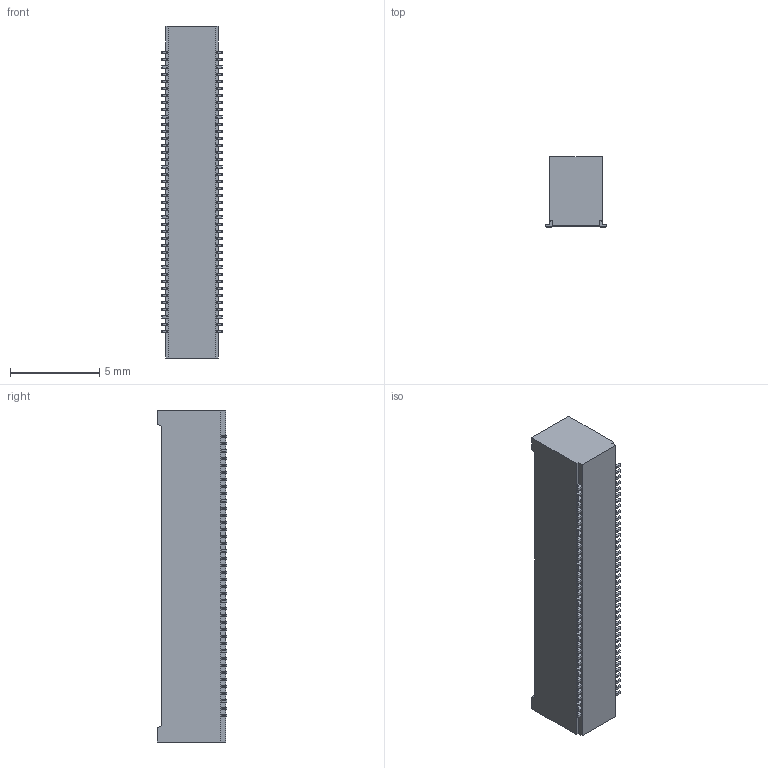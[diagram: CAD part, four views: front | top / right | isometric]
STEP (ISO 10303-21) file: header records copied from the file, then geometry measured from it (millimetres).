
FILE_DESCRIPTION(('CoCreate Modeling STEP Export'),'2;1');
FILE_NAME('DF40HC(4.0)-80DS.stp','2010-08-02T15:31:06',(''),(''),'CoCreate Modeling STEP processor for AP214 (Solid Model)','CoCreate Modeling 17.0 01-Apr-2010 (C) Parametric Technology GmbH','');
FILE_SCHEMA(('AUTOMOTIVE_DESIGN { 1 0 10303 214 1 1 1 1 }'));
Length unit declared in the file: millimetre
Products named in the file (1): case
Bounding box: 3.38 x 3.9 x 18.6 mm (x, y, z)
Volume: 175.9 mm3; surface area: 381.8 mm2
Topology: 1 solids, 1 shells, 1773 faces, 4784 edges, 3176 vertices
Faces by surface type: plane 1189, cylinder 572, cone 12
Entity records: 54344 total; most frequent: ORIENTED_EDGE 9568, CARTESIAN_POINT 9494, DIRECTION 9016, EDGE_CURVE 4784, VECTOR 3620, LINE 3620, VERTEX_POINT 3176, AXIS2_PLACEMENT_3D 2698
